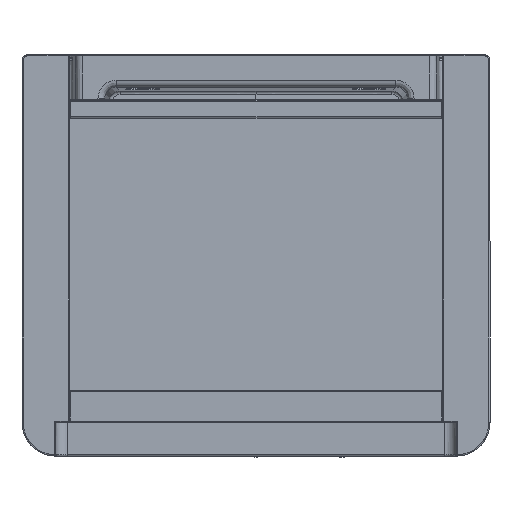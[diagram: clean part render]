
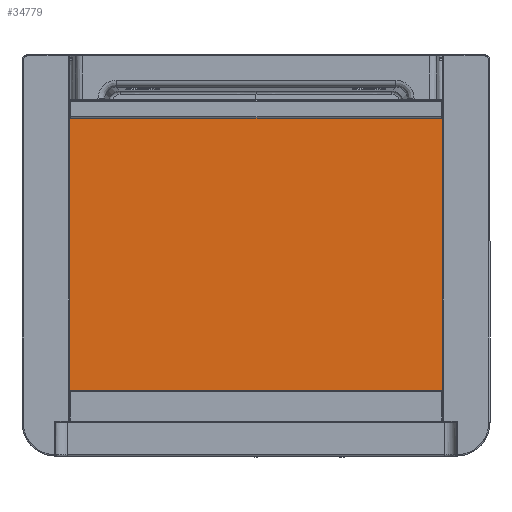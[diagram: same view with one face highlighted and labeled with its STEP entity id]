
A CAD part, front view. The second image highlights one B-rep face of the part: STEP entity #34779.
In plain terms, the highlighted planar face has unit normal (0, -1, 0).
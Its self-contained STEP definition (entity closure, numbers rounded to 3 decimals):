
#1504 = CARTESIAN_POINT ( 'NONE',  ( 167., -10., 170. ) ) ;
#2101 = EDGE_LOOP ( 'NONE', ( #32481, #64334, #27652, #45616, #64121, #39958, #71522, #26754, #47166, #51706, #46116, #3877 ) ) ;
#2448 = DIRECTION ( 'NONE',  ( 0., -1., 0. ) ) ;
#2923 = DIRECTION ( 'NONE',  ( 0., 0., -1. ) ) ;
#3178 = CARTESIAN_POINT ( 'NONE',  ( 177., -10., -155. ) ) ;
#3602 = VECTOR ( 'NONE', #7539, 1000. ) ;
#3877 = ORIENTED_EDGE ( 'NONE', *, *, #33951, .T. ) ;
#4122 = CARTESIAN_POINT ( 'NONE',  ( -177., -10., -175. ) ) ;
#5658 = EDGE_CURVE ( 'NONE', #64051, #28249, #40297, .T. ) ;
#6102 = VECTOR ( 'NONE', #63428, 1000. ) ;
#6356 = VECTOR ( 'NONE', #16412, 1000. ) ;
#6368 = EDGE_CURVE ( 'NONE', #14701, #55738, #6741, .T. ) ;
#6700 = DIRECTION ( 'NONE',  ( -1., 0., 0. ) ) ;
#6741 = CIRCLE ( 'NONE', #60808, 5. ) ;
#7429 = CARTESIAN_POINT ( 'NONE',  ( -197., -10., 170. ) ) ;
#7539 = DIRECTION ( 'NONE',  ( 1., 0., 0. ) ) ;
#8069 = DIRECTION ( 'NONE',  ( 0., 0., -1. ) ) ;
#8258 = CARTESIAN_POINT ( 'NONE',  ( -197., -10., 170. ) ) ;
#8295 = EDGE_CURVE ( 'NONE', #18236, #14701, #63798, .T. ) ;
#10148 = CARTESIAN_POINT ( 'NONE',  ( 177., -10., -175. ) ) ;
#10961 = AXIS2_PLACEMENT_3D ( 'NONE', #51656, #24060, #57185 ) ;
#11261 = LINE ( 'NONE', #60952, #6356 ) ;
#11831 = EDGE_CURVE ( 'NONE', #25927, #30998, #63075, .T. ) ;
#12446 = CARTESIAN_POINT ( 'NONE',  ( 192., -10., 170. ) ) ;
#12905 = VERTEX_POINT ( 'NONE', #23530 ) ;
#13461 = DIRECTION ( 'NONE',  ( 0., 0., -1. ) ) ;
#14278 = CARTESIAN_POINT ( 'NONE',  ( -177., -10., -155. ) ) ;
#14701 = VERTEX_POINT ( 'NONE', #46523 ) ;
#15132 = CARTESIAN_POINT ( 'NONE',  ( 167., -10., 130. ) ) ;
#16412 = DIRECTION ( 'NONE',  ( 0., 0., 1. ) ) ;
#17360 = DIRECTION ( 'NONE',  ( 0., 0., -1. ) ) ;
#18236 = VERTEX_POINT ( 'NONE', #22145 ) ;
#19242 = CIRCLE ( 'NONE', #33380, 20. ) ;
#19459 = FACE_OUTER_BOUND ( 'NONE', #2101, .T. ) ;
#20349 = VECTOR ( 'NONE', #17360, 1000. ) ;
#20541 = PLANE ( 'NONE',  #54569 ) ;
#20909 = EDGE_CURVE ( 'NONE', #47154, #69611, #53132, .T. ) ;
#21315 = EDGE_CURVE ( 'NONE', #12905, #47154, #36920, .T. ) ;
#22106 = DIRECTION ( 'NONE',  ( 0., -1., 0. ) ) ;
#22145 = CARTESIAN_POINT ( 'NONE',  ( -167., -10., 170. ) ) ;
#23530 = CARTESIAN_POINT ( 'NONE',  ( 197., -10., -155. ) ) ;
#23864 = AXIS2_PLACEMENT_3D ( 'NONE', #3178, #2448, #13461 ) ;
#24060 = DIRECTION ( 'NONE',  ( 0., -1., 0. ) ) ;
#24850 = VERTEX_POINT ( 'NONE', #48573 ) ;
#25927 = VERTEX_POINT ( 'NONE', #41253 ) ;
#26754 = ORIENTED_EDGE ( 'NONE', *, *, #5658, .T. ) ;
#26904 = CARTESIAN_POINT ( 'NONE',  ( -192., -10., 165. ) ) ;
#27652 = ORIENTED_EDGE ( 'NONE', *, *, #72122, .T. ) ;
#28249 = VERTEX_POINT ( 'NONE', #10148 ) ;
#29582 = CARTESIAN_POINT ( 'NONE',  ( -167., -10., 130. ) ) ;
#30998 = VERTEX_POINT ( 'NONE', #45603 ) ;
#31400 = DIRECTION ( 'NONE',  ( 0., 0., 1. ) ) ;
#31523 = EDGE_CURVE ( 'NONE', #28249, #12905, #55610, .T. ) ;
#31680 = EDGE_CURVE ( 'NONE', #55738, #24850, #40173, .T. ) ;
#32481 = ORIENTED_EDGE ( 'NONE', *, *, #67582, .T. ) ;
#32799 = DIRECTION ( 'NONE',  ( 0., 0., -1. ) ) ;
#33380 = AXIS2_PLACEMENT_3D ( 'NONE', #14278, #46705, #2923 ) ;
#33837 = CARTESIAN_POINT ( 'NONE',  ( 197., -10., 165. ) ) ;
#33951 = EDGE_CURVE ( 'NONE', #69611, #67923, #35742, .T. ) ;
#34779 = ADVANCED_FACE ( 'NONE', ( #19459 ), #20541, .T. ) ;
#35742 = LINE ( 'NONE', #7429, #67453 ) ;
#36920 = LINE ( 'NONE', #59373, #47243 ) ;
#37470 = CARTESIAN_POINT ( 'NONE',  ( -197., -10., 165. ) ) ;
#39958 = ORIENTED_EDGE ( 'NONE', *, *, #31680, .T. ) ;
#40173 = LINE ( 'NONE', #62616, #20349 ) ;
#40297 = LINE ( 'NONE', #63093, #3602 ) ;
#41253 = CARTESIAN_POINT ( 'NONE',  ( 167., -10., 130. ) ) ;
#43000 = DIRECTION ( 'NONE',  ( 0., -1., 0. ) ) ;
#45603 = CARTESIAN_POINT ( 'NONE',  ( -167., -10., 130. ) ) ;
#45616 = ORIENTED_EDGE ( 'NONE', *, *, #8295, .T. ) ;
#46116 = ORIENTED_EDGE ( 'NONE', *, *, #20909, .T. ) ;
#46523 = CARTESIAN_POINT ( 'NONE',  ( -192., -10., 170. ) ) ;
#46705 = DIRECTION ( 'NONE',  ( 0., -1., 0. ) ) ;
#47154 = VERTEX_POINT ( 'NONE', #33837 ) ;
#47166 = ORIENTED_EDGE ( 'NONE', *, *, #31523, .T. ) ;
#47243 = VECTOR ( 'NONE', #31400, 1000. ) ;
#47427 = CARTESIAN_POINT ( 'NONE',  ( -177., -10., -155. ) ) ;
#48573 = CARTESIAN_POINT ( 'NONE',  ( -197., -10., -155. ) ) ;
#49577 = VECTOR ( 'NONE', #52413, 1000. ) ;
#51656 = CARTESIAN_POINT ( 'NONE',  ( 192., -10., 165. ) ) ;
#51706 = ORIENTED_EDGE ( 'NONE', *, *, #21315, .T. ) ;
#52413 = DIRECTION ( 'NONE',  ( -1., 0., 0. ) ) ;
#53132 = CIRCLE ( 'NONE', #10961, 5. ) ;
#54569 = AXIS2_PLACEMENT_3D ( 'NONE', #47427, #43000, #8069 ) ;
#54652 = EDGE_CURVE ( 'NONE', #24850, #64051, #19242, .T. ) ;
#55610 = CIRCLE ( 'NONE', #23864, 20. ) ;
#55738 = VERTEX_POINT ( 'NONE', #37470 ) ;
#57185 = DIRECTION ( 'NONE',  ( 0., 0., -1. ) ) ;
#59373 = CARTESIAN_POINT ( 'NONE',  ( 197., -10., 170. ) ) ;
#60808 = AXIS2_PLACEMENT_3D ( 'NONE', #26904, #22106, #32799 ) ;
#60952 = CARTESIAN_POINT ( 'NONE',  ( -167., -10., 130. ) ) ;
#62616 = CARTESIAN_POINT ( 'NONE',  ( -197., -10., 170. ) ) ;
#63075 = LINE ( 'NONE', #29582, #6102 ) ;
#63093 = CARTESIAN_POINT ( 'NONE',  ( -177., -10., -175. ) ) ;
#63428 = DIRECTION ( 'NONE',  ( -1., 0., 0. ) ) ;
#63798 = LINE ( 'NONE', #8258, #49577 ) ;
#64051 = VERTEX_POINT ( 'NONE', #4122 ) ;
#64121 = ORIENTED_EDGE ( 'NONE', *, *, #6368, .T. ) ;
#64334 = ORIENTED_EDGE ( 'NONE', *, *, #11831, .T. ) ;
#65539 = LINE ( 'NONE', #15132, #68593 ) ;
#67453 = VECTOR ( 'NONE', #6700, 1000. ) ;
#67582 = EDGE_CURVE ( 'NONE', #67923, #25927, #65539, .T. ) ;
#67923 = VERTEX_POINT ( 'NONE', #1504 ) ;
#68593 = VECTOR ( 'NONE', #71413, 1000. ) ;
#69611 = VERTEX_POINT ( 'NONE', #12446 ) ;
#71413 = DIRECTION ( 'NONE',  ( 0., 0., -1. ) ) ;
#71522 = ORIENTED_EDGE ( 'NONE', *, *, #54652, .T. ) ;
#72122 = EDGE_CURVE ( 'NONE', #30998, #18236, #11261, .T. ) ;
